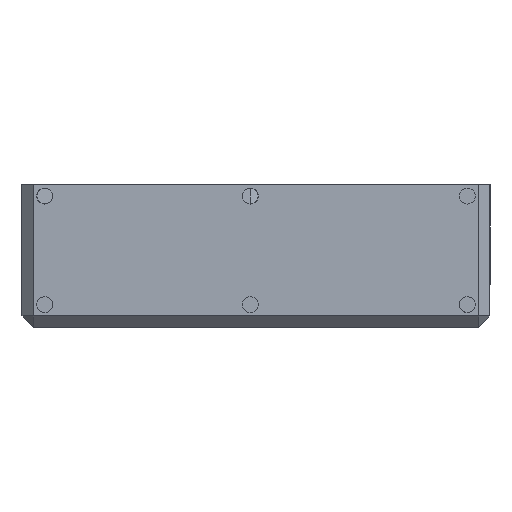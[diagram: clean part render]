
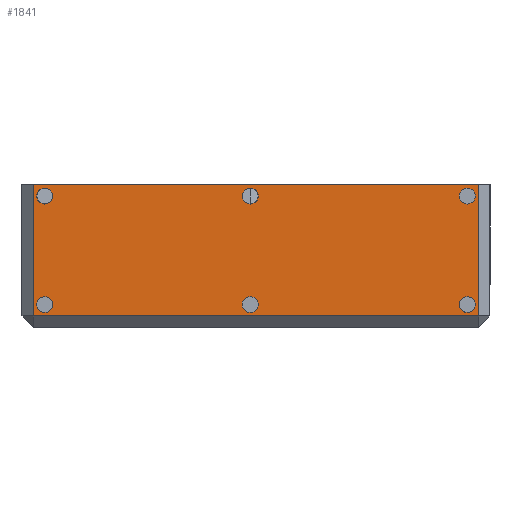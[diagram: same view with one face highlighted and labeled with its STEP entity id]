
A CAD part, left-side view. The second image highlights one B-rep face of the part: STEP entity #1841.
In plain terms, the highlighted planar face has unit normal (-1, 0, 0).
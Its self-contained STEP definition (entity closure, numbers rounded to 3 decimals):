
#61=FACE_BOUND('',#362,.T.);
#62=FACE_BOUND('',#363,.T.);
#63=FACE_BOUND('',#364,.T.);
#64=FACE_BOUND('',#365,.T.);
#65=FACE_BOUND('',#366,.T.);
#66=FACE_BOUND('',#367,.T.);
#122=PLANE('',#2048);
#219=FACE_OUTER_BOUND('',#361,.T.);
#361=EDGE_LOOP('',(#1694,#1695,#1696,#1697));
#362=EDGE_LOOP('',(#1698));
#363=EDGE_LOOP('',(#1699));
#364=EDGE_LOOP('',(#1700));
#365=EDGE_LOOP('',(#1701));
#366=EDGE_LOOP('',(#1702));
#367=EDGE_LOOP('',(#1703));
#505=LINE('',#3518,#647);
#510=LINE('',#3528,#652);
#513=LINE('',#3533,#655);
#537=LINE('',#3580,#679);
#647=VECTOR('',#2490,10.);
#652=VECTOR('',#2501,10.);
#655=VECTOR('',#2506,10.);
#679=VECTOR('',#2558,10.);
#684=CIRCLE('',#1872,1.4);
#685=CIRCLE('',#1874,1.4);
#687=CIRCLE('',#1878,1.4);
#688=CIRCLE('',#1880,1.4);
#690=CIRCLE('',#1884,1.4);
#692=CIRCLE('',#1887,1.4);
#772=VERTEX_POINT('',#2584);
#775=VERTEX_POINT('',#2628);
#777=VERTEX_POINT('',#2635);
#784=VERTEX_POINT('',#2762);
#791=VERTEX_POINT('',#2865);
#793=VERTEX_POINT('',#2871);
#919=VERTEX_POINT('',#3509);
#920=VERTEX_POINT('',#3516);
#921=VERTEX_POINT('',#3520);
#923=VERTEX_POINT('',#3531);
#941=EDGE_CURVE('',#772,#772,#684,.T.);
#945=EDGE_CURVE('',#775,#775,#685,.T.);
#948=EDGE_CURVE('',#777,#777,#687,.T.);
#957=EDGE_CURVE('',#784,#784,#688,.T.);
#966=EDGE_CURVE('',#791,#791,#690,.T.);
#969=EDGE_CURVE('',#793,#793,#692,.T.);
#1157=EDGE_CURVE('',#920,#919,#505,.T.);
#1162=EDGE_CURVE('',#919,#921,#510,.T.);
#1165=EDGE_CURVE('',#921,#923,#513,.T.);
#1189=EDGE_CURVE('',#923,#920,#537,.T.);
#1694=ORIENTED_EDGE('',*,*,#1157,.T.);
#1695=ORIENTED_EDGE('',*,*,#1162,.T.);
#1696=ORIENTED_EDGE('',*,*,#1165,.T.);
#1697=ORIENTED_EDGE('',*,*,#1189,.T.);
#1698=ORIENTED_EDGE('',*,*,#941,.F.);
#1699=ORIENTED_EDGE('',*,*,#945,.F.);
#1700=ORIENTED_EDGE('',*,*,#948,.F.);
#1701=ORIENTED_EDGE('',*,*,#957,.F.);
#1702=ORIENTED_EDGE('',*,*,#966,.F.);
#1703=ORIENTED_EDGE('',*,*,#969,.F.);
#1841=ADVANCED_FACE('',(#219,#61,#62,#63,#64,#65,#66),#122,.F.);
#1872=AXIS2_PLACEMENT_3D('',#2585,#2068,#2069);
#1874=AXIS2_PLACEMENT_3D('',#2629,#2073,#2074);
#1878=AXIS2_PLACEMENT_3D('',#2636,#2082,#2083);
#1880=AXIS2_PLACEMENT_3D('',#2763,#2088,#2089);
#1884=AXIS2_PLACEMENT_3D('',#2866,#2098,#2099);
#1887=AXIS2_PLACEMENT_3D('',#2872,#2105,#2106);
#2048=AXIS2_PLACEMENT_3D('',#3581,#2559,#2560);
#2068=DIRECTION('center_axis',(-1.,0.,0.));
#2069=DIRECTION('ref_axis',(0.,0.,-1.));
#2073=DIRECTION('center_axis',(-1.,0.,0.));
#2074=DIRECTION('ref_axis',(0.,0.,-1.));
#2082=DIRECTION('center_axis',(-1.,0.,0.));
#2083=DIRECTION('ref_axis',(0.,0.,-1.));
#2088=DIRECTION('center_axis',(-1.,0.,0.));
#2089=DIRECTION('ref_axis',(0.,0.,-1.));
#2098=DIRECTION('center_axis',(-1.,0.,0.));
#2099=DIRECTION('ref_axis',(0.,0.,-1.));
#2105=DIRECTION('center_axis',(-1.,0.,0.));
#2106=DIRECTION('ref_axis',(0.,0.,-1.));
#2490=DIRECTION('',(0.,0.,-1.));
#2501=DIRECTION('',(0.,-1.,0.));
#2506=DIRECTION('',(0.,0.,1.));
#2558=DIRECTION('',(0.,1.,0.));
#2559=DIRECTION('center_axis',(1.,0.,0.));
#2560=DIRECTION('ref_axis',(0.,1.,0.));
#2584=CARTESIAN_POINT('',(-29.,37.054,-0.6));
#2585=CARTESIAN_POINT('Origin',(-29.,37.054,-2.));
#2628=CARTESIAN_POINT('',(-29.,37.054,-19.6));
#2629=CARTESIAN_POINT('Origin',(-29.,37.054,-21.));
#2635=CARTESIAN_POINT('',(-29.,73.,-0.6));
#2636=CARTESIAN_POINT('Origin',(-29.,73.,-2.));
#2762=CARTESIAN_POINT('',(-29.,73.,-19.6));
#2763=CARTESIAN_POINT('Origin',(-29.,73.,-21.));
#2865=CARTESIAN_POINT('',(-29.,-0.93,-0.6));
#2866=CARTESIAN_POINT('Origin',(-29.,-0.93,-2.));
#2871=CARTESIAN_POINT('',(-29.,-0.93,-19.6));
#2872=CARTESIAN_POINT('Origin',(-29.,-0.93,-21.));
#3509=CARTESIAN_POINT('',(-29.,75.,-23.));
#3516=CARTESIAN_POINT('',(-29.,75.,0.));
#3518=CARTESIAN_POINT('',(-29.,75.,-25.));
#3520=CARTESIAN_POINT('',(-29.,-2.93,-23.));
#3528=CARTESIAN_POINT('',(-29.,15.553,-23.));
#3531=CARTESIAN_POINT('',(-29.,-2.93,0.));
#3533=CARTESIAN_POINT('',(-29.,-2.93,-25.));
#3580=CARTESIAN_POINT('',(-29.,15.553,0.));
#3581=CARTESIAN_POINT('Origin',(-29.,-4.93,-25.));
